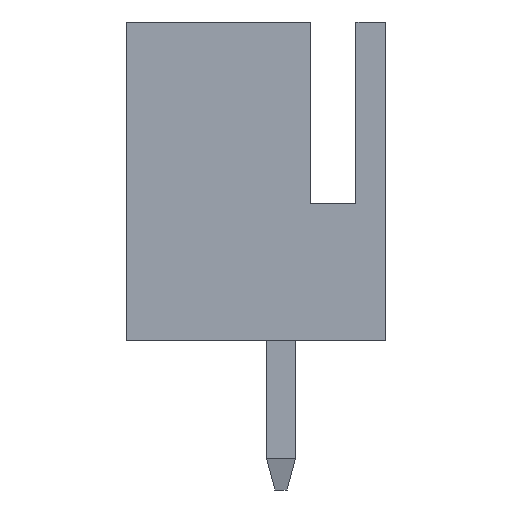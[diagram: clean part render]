
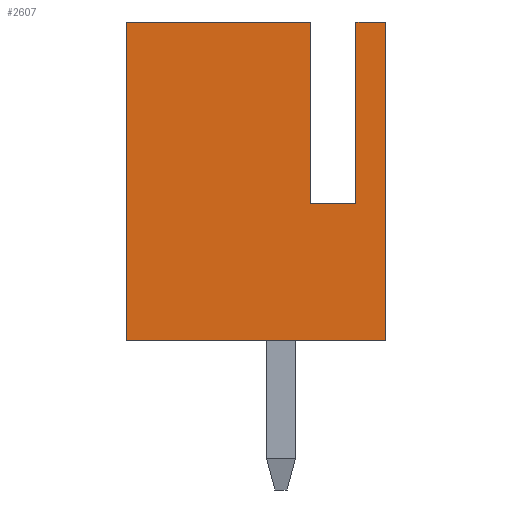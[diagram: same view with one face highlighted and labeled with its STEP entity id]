
A CAD part, left-side view. The second image highlights one B-rep face of the part: STEP entity #2607.
In plain terms, the highlighted planar face has unit normal (-1, 0, 0).
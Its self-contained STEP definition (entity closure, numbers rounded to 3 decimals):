
#44 = AXIS2_PLACEMENT_3D ( 'NONE', #1353, #497, #1397 ) ;
#236 = LINE ( 'NONE', #8599, #7213 ) ;
#301 = PLANE ( 'NONE',  #44 ) ;
#317 = DIRECTION ( 'NONE',  ( 0., 0., -1. ) ) ;
#497 = DIRECTION ( 'NONE',  ( 1., 0., 0. ) ) ;
#702 = VECTOR ( 'NONE', #4137, 1000. ) ;
#1033 = DIRECTION ( 'NONE',  ( 0., -1., 0. ) ) ;
#1168 = CARTESIAN_POINT ( 'NONE',  ( -11.3, 0., 0. ) ) ;
#1353 = CARTESIAN_POINT ( 'NONE',  ( -11.3, 5.7, 7. ) ) ;
#1397 = DIRECTION ( 'NONE',  ( 0., 0., -1. ) ) ;
#1737 = VERTEX_POINT ( 'NONE', #2764 ) ;
#1772 = CARTESIAN_POINT ( 'NONE',  ( -11.3, 0.65, 7. ) ) ;
#1774 = VECTOR ( 'NONE', #8435, 1000. ) ;
#1846 = DIRECTION ( 'NONE',  ( 0., -1., 0. ) ) ;
#2296 = ORIENTED_EDGE ( 'NONE', *, *, #5186, .F. ) ;
#2477 = CARTESIAN_POINT ( 'NONE',  ( -11.3, 0.65, 7. ) ) ;
#2607 = ADVANCED_FACE ( 'NONE', ( #3456 ), #301, .F. ) ;
#2743 = ORIENTED_EDGE ( 'NONE', *, *, #6897, .F. ) ;
#2764 = CARTESIAN_POINT ( 'NONE',  ( -11.3, 0.65, 3. ) ) ;
#2837 = LINE ( 'NONE', #5783, #6823 ) ;
#2891 = EDGE_LOOP ( 'NONE', ( #2296, #8175, #2743, #8249, #8681, #6964, #3831, #4288 ) ) ;
#2926 = EDGE_CURVE ( 'NONE', #4258, #7465, #8799, .T. ) ;
#3022 = EDGE_CURVE ( 'NONE', #7465, #4032, #2837, .T. ) ;
#3090 = CARTESIAN_POINT ( 'NONE',  ( -11.3, 0., 7. ) ) ;
#3329 = LINE ( 'NONE', #4759, #702 ) ;
#3456 = FACE_OUTER_BOUND ( 'NONE', #2891, .T. ) ;
#3831 = ORIENTED_EDGE ( 'NONE', *, *, #3022, .F. ) ;
#4032 = VERTEX_POINT ( 'NONE', #1168 ) ;
#4137 = DIRECTION ( 'NONE',  ( 0., 0., -1. ) ) ;
#4258 = VERTEX_POINT ( 'NONE', #1772 ) ;
#4288 = ORIENTED_EDGE ( 'NONE', *, *, #2926, .F. ) ;
#4310 = EDGE_CURVE ( 'NONE', #8857, #5704, #5628, .T. ) ;
#4504 = VERTEX_POINT ( 'NONE', #7981 ) ;
#4759 = CARTESIAN_POINT ( 'NONE',  ( -11.3, 1.65, 7. ) ) ;
#5042 = VERTEX_POINT ( 'NONE', #5683 ) ;
#5186 = EDGE_CURVE ( 'NONE', #1737, #4258, #7650, .T. ) ;
#5602 = CARTESIAN_POINT ( 'NONE',  ( -11.3, 5.7, 0. ) ) ;
#5628 = LINE ( 'NONE', #9446, #7902 ) ;
#5683 = CARTESIAN_POINT ( 'NONE',  ( -11.3, 1.65, 3. ) ) ;
#5690 = DIRECTION ( 'NONE',  ( 0., 0., -1. ) ) ;
#5704 = VERTEX_POINT ( 'NONE', #7077 ) ;
#5733 = EDGE_CURVE ( 'NONE', #8857, #4504, #236, .T. ) ;
#5783 = CARTESIAN_POINT ( 'NONE',  ( -11.3, 0., 7. ) ) ;
#5892 = LINE ( 'NONE', #7530, #6688 ) ;
#6228 = CARTESIAN_POINT ( 'NONE',  ( -11.3, 5.7, 7. ) ) ;
#6353 = EDGE_CURVE ( 'NONE', #1737, #5042, #5892, .T. ) ;
#6427 = LINE ( 'NONE', #5602, #7482 ) ;
#6688 = VECTOR ( 'NONE', #8916, 1000. ) ;
#6823 = VECTOR ( 'NONE', #5690, 1000. ) ;
#6897 = EDGE_CURVE ( 'NONE', #4504, #5042, #3329, .T. ) ;
#6964 = ORIENTED_EDGE ( 'NONE', *, *, #9686, .T. ) ;
#7077 = CARTESIAN_POINT ( 'NONE',  ( -11.3, 5.7, 0. ) ) ;
#7213 = VECTOR ( 'NONE', #1846, 1000. ) ;
#7400 = DIRECTION ( 'NONE',  ( 0., -1., 0. ) ) ;
#7465 = VERTEX_POINT ( 'NONE', #3090 ) ;
#7482 = VECTOR ( 'NONE', #1033, 1000. ) ;
#7530 = CARTESIAN_POINT ( 'NONE',  ( -11.3, 5.7, 3. ) ) ;
#7650 = LINE ( 'NONE', #2477, #1774 ) ;
#7902 = VECTOR ( 'NONE', #317, 1000. ) ;
#7981 = CARTESIAN_POINT ( 'NONE',  ( -11.3, 1.65, 7. ) ) ;
#8175 = ORIENTED_EDGE ( 'NONE', *, *, #6353, .T. ) ;
#8249 = ORIENTED_EDGE ( 'NONE', *, *, #5733, .F. ) ;
#8435 = DIRECTION ( 'NONE',  ( 0., 0., 1. ) ) ;
#8599 = CARTESIAN_POINT ( 'NONE',  ( -11.3, 5.7, 7. ) ) ;
#8681 = ORIENTED_EDGE ( 'NONE', *, *, #4310, .T. ) ;
#8799 = LINE ( 'NONE', #9607, #9037 ) ;
#8857 = VERTEX_POINT ( 'NONE', #6228 ) ;
#8916 = DIRECTION ( 'NONE',  ( 0., 1., 0. ) ) ;
#9037 = VECTOR ( 'NONE', #7400, 1000. ) ;
#9446 = CARTESIAN_POINT ( 'NONE',  ( -11.3, 5.7, 7. ) ) ;
#9607 = CARTESIAN_POINT ( 'NONE',  ( -11.3, 5.7, 7. ) ) ;
#9686 = EDGE_CURVE ( 'NONE', #5704, #4032, #6427, .T. ) ;
